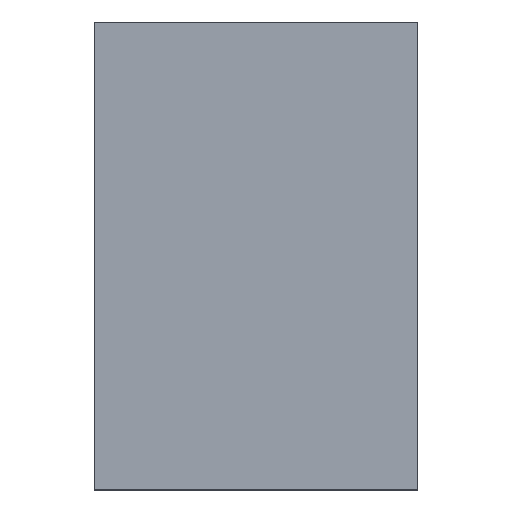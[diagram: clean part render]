
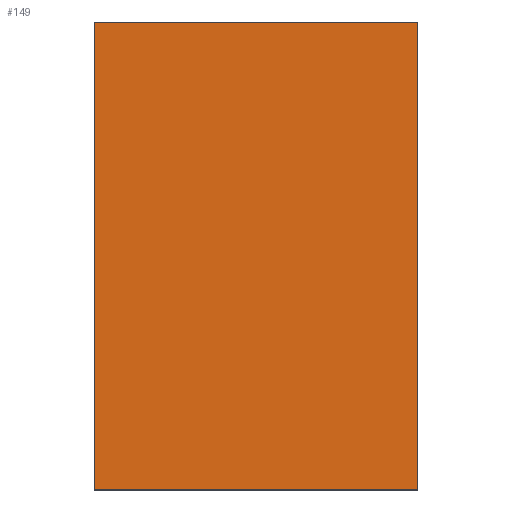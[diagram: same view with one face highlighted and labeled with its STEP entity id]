
A CAD part, top view. The second image highlights one B-rep face of the part: STEP entity #149.
In plain terms, the highlighted planar face has unit normal (0, 0, 1).
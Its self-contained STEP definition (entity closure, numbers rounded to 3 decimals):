
#2 = ORIENTED_EDGE ( 'NONE', *, *, #223, .T. ) ;
#3 = CARTESIAN_POINT ( 'NONE',  ( 0., 0., 15.5 ) ) ;
#6 = ORIENTED_EDGE ( 'NONE', *, *, #95, .T. ) ;
#8 = VECTOR ( 'NONE', #19, 1000. ) ;
#11 = CARTESIAN_POINT ( 'NONE',  ( 38., 0., 15.5 ) ) ;
#12 = CARTESIAN_POINT ( 'NONE',  ( 38., 55., 15.5 ) ) ;
#19 = DIRECTION ( 'NONE',  ( 0., -1., 0. ) ) ;
#26 = VECTOR ( 'NONE', #30, 1000. ) ;
#30 = DIRECTION ( 'NONE',  ( 0., 1., 0. ) ) ;
#42 = DIRECTION ( 'NONE',  ( -1., 0., 0. ) ) ;
#50 = EDGE_LOOP ( 'NONE', ( #6, #112, #209, #2 ) ) ;
#68 = AXIS2_PLACEMENT_3D ( 'NONE', #72, #204, #73 ) ;
#72 = CARTESIAN_POINT ( 'NONE',  ( 0., 0., 15.5 ) ) ;
#73 = DIRECTION ( 'NONE',  ( -1., 0., 0. ) ) ;
#79 = VERTEX_POINT ( 'NONE', #197 ) ;
#89 = LINE ( 'NONE', #122, #128 ) ;
#90 = CARTESIAN_POINT ( 'NONE',  ( 38., 0., 15.5 ) ) ;
#95 = EDGE_CURVE ( 'NONE', #79, #194, #115, .T. ) ;
#108 = EDGE_CURVE ( 'NONE', #194, #226, #89, .T. ) ;
#112 = ORIENTED_EDGE ( 'NONE', *, *, #108, .T. ) ;
#115 = LINE ( 'NONE', #3, #8 ) ;
#122 = CARTESIAN_POINT ( 'NONE',  ( 0., 0., 15.5 ) ) ;
#123 = FACE_OUTER_BOUND ( 'NONE', #50, .T. ) ;
#128 = VECTOR ( 'NONE', #198, 1000. ) ;
#133 = CARTESIAN_POINT ( 'NONE',  ( 0., 0., 15.5 ) ) ;
#149 = ADVANCED_FACE ( 'NONE', ( #123 ), #184, .F. ) ;
#172 = CARTESIAN_POINT ( 'NONE',  ( 0., 55., 15.5 ) ) ;
#184 = PLANE ( 'NONE',  #68 ) ;
#194 = VERTEX_POINT ( 'NONE', #133 ) ;
#195 = EDGE_CURVE ( 'NONE', #226, #234, #219, .T. ) ;
#197 = CARTESIAN_POINT ( 'NONE',  ( 0., 55., 15.5 ) ) ;
#198 = DIRECTION ( 'NONE',  ( 1., 0., 0. ) ) ;
#202 = VECTOR ( 'NONE', #42, 1000. ) ;
#204 = DIRECTION ( 'NONE',  ( 0., 0., -1. ) ) ;
#207 = LINE ( 'NONE', #172, #202 ) ;
#209 = ORIENTED_EDGE ( 'NONE', *, *, #195, .T. ) ;
#219 = LINE ( 'NONE', #11, #26 ) ;
#223 = EDGE_CURVE ( 'NONE', #234, #79, #207, .T. ) ;
#226 = VERTEX_POINT ( 'NONE', #90 ) ;
#234 = VERTEX_POINT ( 'NONE', #12 ) ;
